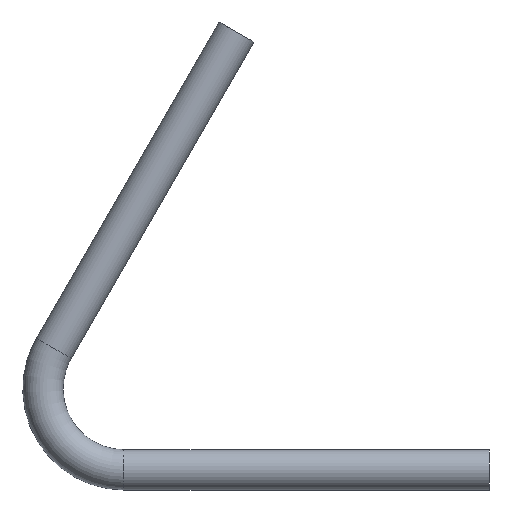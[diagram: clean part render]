
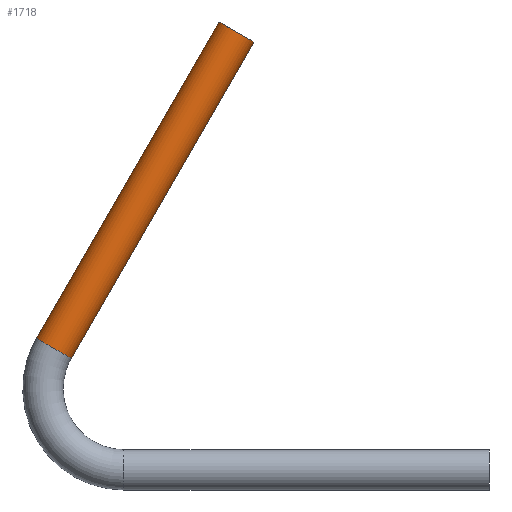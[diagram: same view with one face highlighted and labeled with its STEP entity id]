
A CAD part, left-side view. The second image highlights one B-rep face of the part: STEP entity #1718.
In plain terms, the highlighted cylindrical face has radius 13.45 mm (diameter 26.9 mm), a full revolution.
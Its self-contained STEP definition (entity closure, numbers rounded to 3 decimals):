
#465 = CARTESIAN_POINT ( 'NONE',  ( 0., 290.217, 81. ) ) ;
#970 = VERTEX_POINT ( 'NONE', #3557 ) ;
#1718 = ADVANCED_FACE ( 'NONE', ( #6503, #9877 ), #2780, .T. ) ;
#1838 = EDGE_LOOP ( 'NONE', ( #11205 ) ) ;
#2370 = AXIS2_PLACEMENT_3D ( 'NONE', #5309, #10859, #7115 ) ;
#2506 = CARTESIAN_POINT ( 'NONE',  ( 0., 278.569, 74.275 ) ) ;
#2557 = DIRECTION ( 'NONE',  ( 0., -0.866, -0.5 ) ) ;
#2780 = CYLINDRICAL_SURFACE ( 'NONE', #2370, 13.45 ) ;
#3076 = EDGE_CURVE ( 'NONE', #970, #970, #4157, .T. ) ;
#3154 = ORIENTED_EDGE ( 'NONE', *, *, #3076, .F. ) ;
#3312 = DIRECTION ( 'NONE',  ( 0., -0.5, 0.866 ) ) ;
#3477 = CARTESIAN_POINT ( 'NONE',  ( 0., 168.491, 291.835 ) ) ;
#3557 = CARTESIAN_POINT ( 'NONE',  ( 0., 156.843, 285.11 ) ) ;
#3716 = AXIS2_PLACEMENT_3D ( 'NONE', #3477, #10671, #2557 ) ;
#4126 = VERTEX_POINT ( 'NONE', #2506 ) ;
#4157 = CIRCLE ( 'NONE', #3716, 13.45 ) ;
#4755 = AXIS2_PLACEMENT_3D ( 'NONE', #465, #3312, #6927 ) ;
#5309 = CARTESIAN_POINT ( 'NONE',  ( 0., 290.217, 81. ) ) ;
#5592 = CIRCLE ( 'NONE', #4755, 13.45 ) ;
#6503 = FACE_OUTER_BOUND ( 'NONE', #1838, .T. ) ;
#6927 = DIRECTION ( 'NONE',  ( 0., -0.866, -0.5 ) ) ;
#7115 = DIRECTION ( 'NONE',  ( 0., -0.866, -0.5 ) ) ;
#9326 = EDGE_CURVE ( 'NONE', #4126, #4126, #5592, .T. ) ;
#9720 = EDGE_LOOP ( 'NONE', ( #3154 ) ) ;
#9877 = FACE_OUTER_BOUND ( 'NONE', #9720, .T. ) ;
#10671 = DIRECTION ( 'NONE',  ( 0., -0.5, 0.866 ) ) ;
#10859 = DIRECTION ( 'NONE',  ( 0., -0.5, 0.866 ) ) ;
#11205 = ORIENTED_EDGE ( 'NONE', *, *, #9326, .T. ) ;
